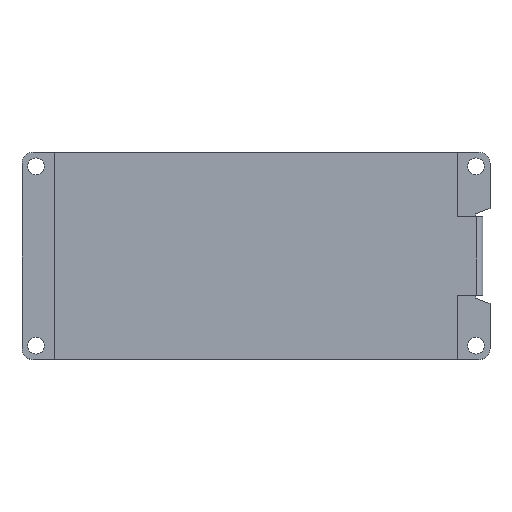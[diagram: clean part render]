
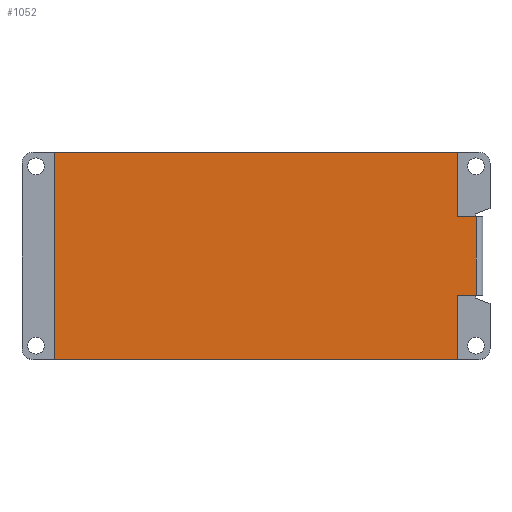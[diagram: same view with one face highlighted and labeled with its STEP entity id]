
A CAD part, top view. The second image highlights one B-rep face of the part: STEP entity #1052.
In plain terms, the highlighted planar face has unit normal (0, 0, 1).
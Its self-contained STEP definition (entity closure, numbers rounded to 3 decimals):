
#80=FACE_OUTER_BOUND('',#140,.T.);
#140=EDGE_LOOP('',(#835,#836,#837,#838,#839,#840,#841,#842));
#209=LINE('',#1529,#339);
#214=LINE('',#1541,#344);
#228=LINE('',#1572,#358);
#251=LINE('',#1634,#381);
#255=LINE('',#1643,#385);
#259=LINE('',#1650,#389);
#260=LINE('',#1652,#390);
#261=LINE('',#1653,#391);
#339=VECTOR('',#1239,10.);
#344=VECTOR('',#1250,10.);
#358=VECTOR('',#1272,10.);
#381=VECTOR('',#1319,10.);
#385=VECTOR('',#1325,10.);
#389=VECTOR('',#1331,10.);
#390=VECTOR('',#1334,10.);
#391=VECTOR('',#1335,10.);
#458=VERTEX_POINT('',#1526);
#459=VERTEX_POINT('',#1528);
#463=VERTEX_POINT('',#1540);
#476=VERTEX_POINT('',#1570);
#503=VERTEX_POINT('',#1633);
#506=VERTEX_POINT('',#1640);
#507=VERTEX_POINT('',#1642);
#509=VERTEX_POINT('',#1648);
#570=EDGE_CURVE('',#458,#459,#209,.T.);
#576=EDGE_CURVE('',#463,#459,#214,.T.);
#592=EDGE_CURVE('',#458,#476,#228,.T.);
#623=EDGE_CURVE('',#503,#463,#251,.T.);
#627=EDGE_CURVE('',#507,#506,#255,.T.);
#631=EDGE_CURVE('',#476,#509,#259,.T.);
#632=EDGE_CURVE('',#509,#507,#260,.T.);
#633=EDGE_CURVE('',#506,#503,#261,.T.);
#835=ORIENTED_EDGE('',*,*,#570,.F.);
#836=ORIENTED_EDGE('',*,*,#592,.T.);
#837=ORIENTED_EDGE('',*,*,#631,.T.);
#838=ORIENTED_EDGE('',*,*,#632,.T.);
#839=ORIENTED_EDGE('',*,*,#627,.T.);
#840=ORIENTED_EDGE('',*,*,#633,.T.);
#841=ORIENTED_EDGE('',*,*,#623,.T.);
#842=ORIENTED_EDGE('',*,*,#576,.T.);
#1006=PLANE('',#1132);
#1052=ADVANCED_FACE('',(#80),#1006,.T.);
#1132=AXIS2_PLACEMENT_3D('',#1651,#1332,#1333);
#1239=DIRECTION('',(0.,-1.,0.));
#1250=DIRECTION('',(1.,0.,0.));
#1272=DIRECTION('',(-1.,0.,0.));
#1319=DIRECTION('',(0.,1.,0.));
#1325=DIRECTION('',(0.,-1.,0.));
#1331=DIRECTION('',(0.,1.,0.));
#1332=DIRECTION('center_axis',(0.,0.,1.));
#1333=DIRECTION('ref_axis',(1.,0.,0.));
#1334=DIRECTION('',(-1.,0.,0.));
#1335=DIRECTION('',(1.,0.,0.));
#1526=CARTESIAN_POINT('',(81.06,25.5,2.8));
#1528=CARTESIAN_POINT('',(81.06,11.5,2.8));
#1529=CARTESIAN_POINT('',(81.06,15.,2.8));
#1540=CARTESIAN_POINT('',(77.76,11.5,2.8));
#1541=CARTESIAN_POINT('',(82.26,11.5,2.8));
#1570=CARTESIAN_POINT('',(77.76,25.5,2.8));
#1572=CARTESIAN_POINT('',(77.76,25.5,2.8));
#1633=CARTESIAN_POINT('',(77.76,0.,2.8));
#1634=CARTESIAN_POINT('',(77.76,37.,2.8));
#1640=CARTESIAN_POINT('',(5.75,0.,2.8));
#1642=CARTESIAN_POINT('',(5.75,37.,2.8));
#1643=CARTESIAN_POINT('',(5.75,0.,2.8));
#1648=CARTESIAN_POINT('',(77.76,37.,2.8));
#1650=CARTESIAN_POINT('',(77.76,37.,2.8));
#1651=CARTESIAN_POINT('Origin',(44.005,18.5,2.8));
#1652=CARTESIAN_POINT('',(5.75,37.,2.8));
#1653=CARTESIAN_POINT('',(77.76,0.,2.8));
